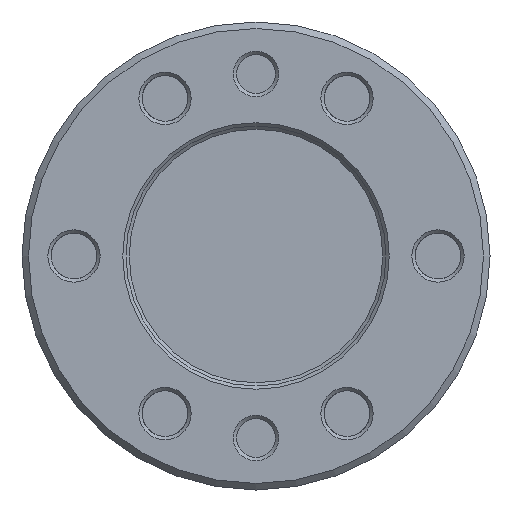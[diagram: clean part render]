
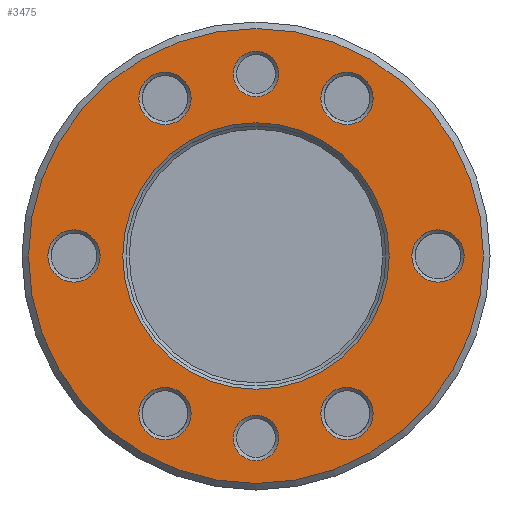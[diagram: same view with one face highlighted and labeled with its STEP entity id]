
A CAD part, left-side view. The second image highlights one B-rep face of the part: STEP entity #3475.
In plain terms, the highlighted planar face has unit normal (-1, 0, 0).
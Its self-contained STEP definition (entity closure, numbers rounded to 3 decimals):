
#28=FACE_BOUND('',#438,.T.);
#29=FACE_BOUND('',#439,.T.);
#30=FACE_BOUND('',#440,.T.);
#31=FACE_BOUND('',#441,.T.);
#32=FACE_BOUND('',#442,.T.);
#33=FACE_BOUND('',#443,.T.);
#34=FACE_BOUND('',#444,.T.);
#35=FACE_BOUND('',#445,.T.);
#36=FACE_BOUND('',#446,.T.);
#45=PLANE('',#3718);
#237=FACE_OUTER_BOUND('',#437,.T.);
#437=EDGE_LOOP('',(#3021));
#438=EDGE_LOOP('',(#3022));
#439=EDGE_LOOP('',(#3023));
#440=EDGE_LOOP('',(#3024));
#441=EDGE_LOOP('',(#3025));
#442=EDGE_LOOP('',(#3026));
#443=EDGE_LOOP('',(#3027));
#444=EDGE_LOOP('',(#3028));
#445=EDGE_LOOP('',(#3029));
#446=EDGE_LOOP('',(#3030));
#518=CIRCLE('',#3717,2.014);
#519=CIRCLE('',#3719,17.5);
#520=CIRCLE('',#3720,1.75);
#521=CIRCLE('',#3721,10.25);
#522=CIRCLE('',#3722,1.75);
#523=CIRCLE('',#3723,2.014);
#524=CIRCLE('',#3724,2.014);
#525=CIRCLE('',#3725,2.014);
#526=CIRCLE('',#3726,2.014);
#527=CIRCLE('',#3727,2.014);
#1510=VERTEX_POINT('',#15390);
#1511=VERTEX_POINT('',#15394);
#1512=VERTEX_POINT('',#15396);
#1513=VERTEX_POINT('',#15398);
#1514=VERTEX_POINT('',#15400);
#1515=VERTEX_POINT('',#15402);
#1516=VERTEX_POINT('',#15404);
#1517=VERTEX_POINT('',#15406);
#1518=VERTEX_POINT('',#15408);
#1519=VERTEX_POINT('',#15410);
#2036=EDGE_CURVE('',#1510,#1510,#518,.T.);
#2037=EDGE_CURVE('',#1511,#1511,#519,.T.);
#2038=EDGE_CURVE('',#1512,#1512,#520,.T.);
#2039=EDGE_CURVE('',#1513,#1513,#521,.T.);
#2040=EDGE_CURVE('',#1514,#1514,#522,.T.);
#2041=EDGE_CURVE('',#1515,#1515,#523,.T.);
#2042=EDGE_CURVE('',#1516,#1516,#524,.T.);
#2043=EDGE_CURVE('',#1517,#1517,#525,.T.);
#2044=EDGE_CURVE('',#1518,#1518,#526,.T.);
#2045=EDGE_CURVE('',#1519,#1519,#527,.T.);
#3021=ORIENTED_EDGE('',*,*,#2037,.F.);
#3022=ORIENTED_EDGE('',*,*,#2038,.F.);
#3023=ORIENTED_EDGE('',*,*,#2039,.F.);
#3024=ORIENTED_EDGE('',*,*,#2040,.F.);
#3025=ORIENTED_EDGE('',*,*,#2041,.F.);
#3026=ORIENTED_EDGE('',*,*,#2042,.F.);
#3027=ORIENTED_EDGE('',*,*,#2043,.F.);
#3028=ORIENTED_EDGE('',*,*,#2044,.F.);
#3029=ORIENTED_EDGE('',*,*,#2045,.F.);
#3030=ORIENTED_EDGE('',*,*,#2036,.F.);
#3475=ADVANCED_FACE('',(#237,#28,#29,#30,#31,#32,#33,#34,#35,#36),#45,.F.);
#3717=AXIS2_PLACEMENT_3D('',#15392,#4305,#4306);
#3718=AXIS2_PLACEMENT_3D('',#15393,#4307,#4308);
#3719=AXIS2_PLACEMENT_3D('',#15395,#4309,#4310);
#3720=AXIS2_PLACEMENT_3D('',#15397,#4311,#4312);
#3721=AXIS2_PLACEMENT_3D('',#15399,#4313,#4314);
#3722=AXIS2_PLACEMENT_3D('',#15401,#4315,#4316);
#3723=AXIS2_PLACEMENT_3D('',#15403,#4317,#4318);
#3724=AXIS2_PLACEMENT_3D('',#15405,#4319,#4320);
#3725=AXIS2_PLACEMENT_3D('',#15407,#4321,#4322);
#3726=AXIS2_PLACEMENT_3D('',#15409,#4323,#4324);
#3727=AXIS2_PLACEMENT_3D('',#15411,#4325,#4326);
#4305=DIRECTION('center_axis',(-1.,0.,0.));
#4306=DIRECTION('ref_axis',(0.,-1.,0.));
#4307=DIRECTION('center_axis',(1.,0.,0.));
#4308=DIRECTION('ref_axis',(0.,1.,0.));
#4309=DIRECTION('center_axis',(1.,0.,0.));
#4310=DIRECTION('ref_axis',(0.,1.,0.));
#4311=DIRECTION('center_axis',(-1.,0.,0.));
#4312=DIRECTION('ref_axis',(0.,-1.,0.));
#4313=DIRECTION('center_axis',(-1.,0.,0.));
#4314=DIRECTION('ref_axis',(0.,-1.,0.));
#4315=DIRECTION('center_axis',(-1.,0.,0.));
#4316=DIRECTION('ref_axis',(0.,-1.,0.));
#4317=DIRECTION('center_axis',(-1.,0.,0.));
#4318=DIRECTION('ref_axis',(0.,-1.,0.));
#4319=DIRECTION('center_axis',(-1.,0.,0.));
#4320=DIRECTION('ref_axis',(0.,-1.,0.));
#4321=DIRECTION('center_axis',(-1.,0.,0.));
#4322=DIRECTION('ref_axis',(0.,-1.,0.));
#4323=DIRECTION('center_axis',(-1.,0.,0.));
#4324=DIRECTION('ref_axis',(0.,-1.,0.));
#4325=DIRECTION('center_axis',(-1.,0.,0.));
#4326=DIRECTION('ref_axis',(0.,-1.,0.));
#15390=CARTESIAN_POINT('',(0.,16.014,0.));
#15392=CARTESIAN_POINT('Origin',(0.,14.,0.));
#15393=CARTESIAN_POINT('Origin',(0.,0.,0.));
#15394=CARTESIAN_POINT('',(0.,-17.5,0.));
#15395=CARTESIAN_POINT('Origin',(0.,0.,0.));
#15396=CARTESIAN_POINT('',(0.,1.75,-14.));
#15397=CARTESIAN_POINT('Origin',(0.,0.,-14.));
#15398=CARTESIAN_POINT('',(0.,10.25,0.));
#15399=CARTESIAN_POINT('Origin',(0.,0.,0.));
#15400=CARTESIAN_POINT('',(0.,1.75,14.));
#15401=CARTESIAN_POINT('Origin',(0.,0.,14.));
#15402=CARTESIAN_POINT('',(0.,-4.986,12.124));
#15403=CARTESIAN_POINT('Origin',(0.,-7.,12.124));
#15404=CARTESIAN_POINT('',(0.,9.014,12.124));
#15405=CARTESIAN_POINT('Origin',(0.,7.,12.124));
#15406=CARTESIAN_POINT('',(0.,-4.986,-12.124));
#15407=CARTESIAN_POINT('Origin',(0.,-7.,-12.124));
#15408=CARTESIAN_POINT('',(0.,9.014,-12.124));
#15409=CARTESIAN_POINT('Origin',(0.,7.,-12.124));
#15410=CARTESIAN_POINT('',(0.,-11.986,0.));
#15411=CARTESIAN_POINT('Origin',(0.,-14.,0.));
